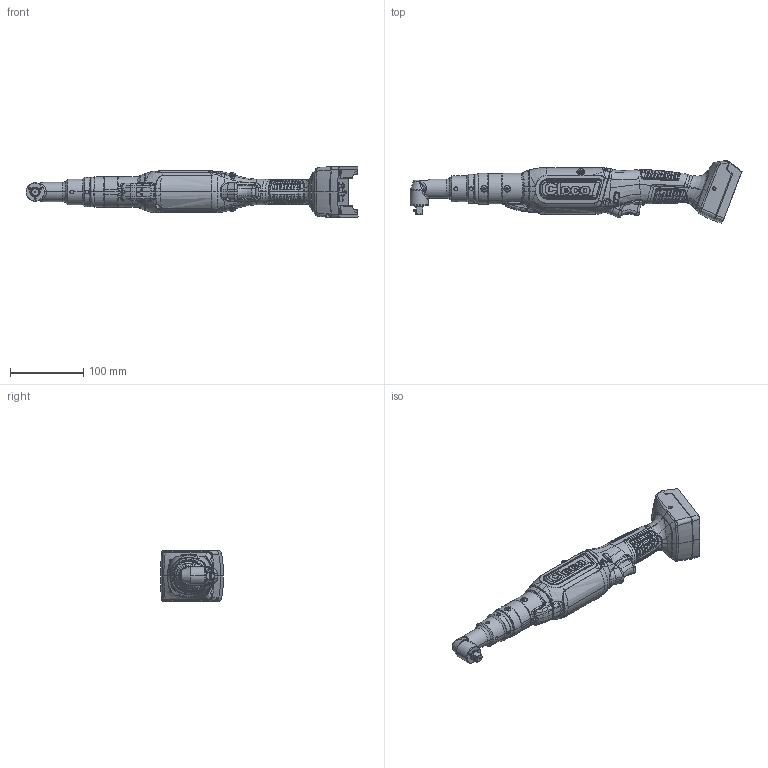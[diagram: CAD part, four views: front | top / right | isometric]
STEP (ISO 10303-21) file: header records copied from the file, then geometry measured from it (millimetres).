
FILE_DESCRIPTION((''),'2;1');
FILE_NAME('CLBA083_SW0001','2021-08-17T',('QC717'),(''),'CREO PARAMETRIC BY PTC INC, 2018360','CREO PARAMETRIC BY PTC INC, 2018360','');
FILE_SCHEMA(('CONFIG_CONTROL_DESIGN'));
Length unit declared in the file: millimetre
Products named in the file (1): CLBA083_SW0001
Bounding box: 453.05 x 85.77 x 69.56 mm (x, y, z)
Surface area: 100822.9 mm2 (no closed solid volume)
Topology: 0 solids, 170 shells, 2926 faces, 19176 edges, 16137 vertices
Faces by surface type: bspline 1932, cylinder 430, plane 282, cone 167, torus 71, sphere 30, extrusion 14
Entity records: 333944 total; most frequent: CARTESIAN_POINT 216987, ORIENTED_EDGE 24205, EDGE_CURVE 19154, VERTEX_POINT 16134, DIRECTION 15665, B_SPLINE_CURVE_WITH_KNOTS 9236, VECTOR 6187, LINE 6173
